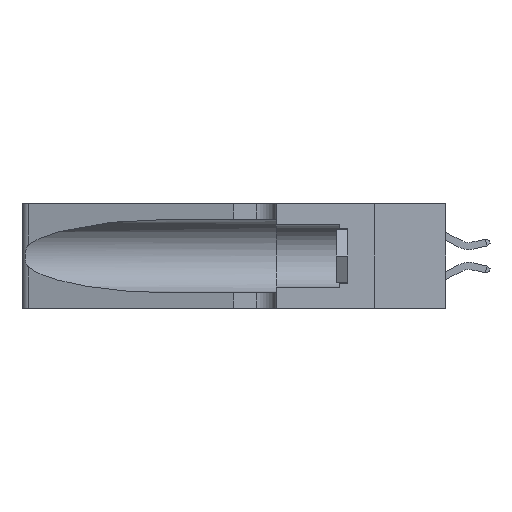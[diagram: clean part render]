
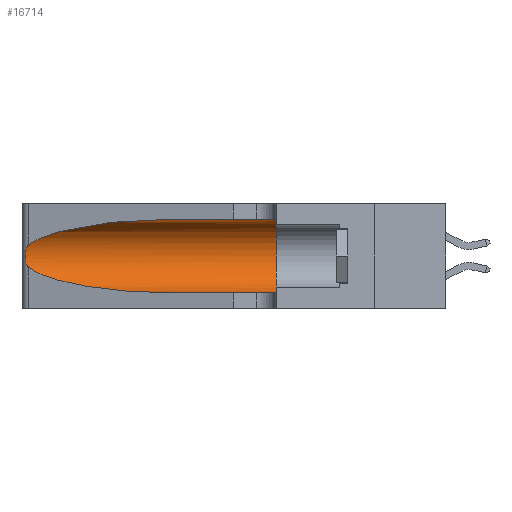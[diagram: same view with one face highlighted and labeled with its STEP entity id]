
A CAD part, left-side view. The second image highlights one B-rep face of the part: STEP entity #16714.
In plain terms, the highlighted cylindrical face has radius 3.308 mm (diameter 6.617 mm), a partial arc.
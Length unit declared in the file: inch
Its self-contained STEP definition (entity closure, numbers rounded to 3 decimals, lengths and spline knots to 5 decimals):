
#616 = CYLINDRICAL_SURFACE ( 'NONE', #12615, 0.13025 ) ;
#894 = DIRECTION ( 'NONE',  ( 0., 1., 0. ) ) ;
#1869 = CARTESIAN_POINT ( 'NONE',  ( 0.25555, 1.22993, 0.14849 ) ) ;
#2121 = ORIENTED_EDGE ( 'NONE', *, *, #6186, .F. ) ;
#2278 = DIRECTION ( 'NONE',  ( 0., -1., 0. ) ) ;
#2359 = DIRECTION ( 'NONE',  ( 0., 0., -1. ) ) ;
#3055 = CARTESIAN_POINT ( 'NONE',  ( 0.25487, 1.22718, 0.22369 ) ) ;
#3308 = ORIENTED_EDGE ( 'NONE', *, *, #10039, .T. ) ;
#4418 = VERTEX_POINT ( 'NONE', #28317 ) ;
#4572 = B_SPLINE_CURVE_WITH_KNOTS ( 'NONE', 3,
 ( #29954, #8255, #6403, #11081, #25373, #25563, #27960, #13707, #18484, #15906, #18300, #18391, #1869, #6705 ),
 .UNSPECIFIED., .F., .F.,
 ( 4, 2, 2, 2, 2, 2, 4 ),
 ( 0., 0.00027, 0.00053, 0.00107, 0.0016, 0.00187, 0.00214 ),
 .UNSPECIFIED. ) ;
#5535 = LINE ( 'NONE', #12249, #21455 ) ;
#6186 = EDGE_CURVE ( 'NONE', #18166, #23165, #5535, .T. ) ;
#6403 = CARTESIAN_POINT ( 'NONE',  ( 0.25639, 1.23184, 0.21858 ) ) ;
#6705 = CARTESIAN_POINT ( 'NONE',  ( 0.25487, 1.22718, 0.14631 ) ) ;
#7019 = CARTESIAN_POINT ( 'NONE',  ( 0.25487, 1.22718, 0.14631 ) ) ;
#7353 = ORIENTED_EDGE ( 'NONE', *, *, #29163, .T. ) ;
#7546 = EDGE_CURVE ( 'NONE', #8141, #17946, #13331, .T. ) ;
#7860 = EDGE_CURVE ( 'NONE', #23165, #19241, #24762, .T. ) ;
#7878 = CARTESIAN_POINT ( 'NONE',  ( 0.18966, 0.96281, 0.31525 ) ) ;
#8141 = VERTEX_POINT ( 'NONE', #20337 ) ;
#8255 = CARTESIAN_POINT ( 'NONE',  ( 0.25555, 1.22994, 0.2215 ) ) ;
#8686 = CARTESIAN_POINT ( 'NONE',  ( 0.1305, 0.35, 0.31525 ) ) ;
#9172 = CARTESIAN_POINT ( 'NONE',  ( 0.18966, 0.96281, 0.05475 ) ) ;
#10039 = EDGE_CURVE ( 'NONE', #18166, #4418, #12402, .T. ) ;
#10162 = CARTESIAN_POINT ( 'NONE',  ( 0.1305, 0.72297, 0.31525 ) ) ;
#10504 = CARTESIAN_POINT ( 'NONE',  ( 0.1305, 0.35, 0.185 ) ) ;
#11081 = CARTESIAN_POINT ( 'NONE',  ( 0.25787, 1.23484, 0.2124 ) ) ;
#12249 = CARTESIAN_POINT ( 'NONE',  ( 0.1305, 1.61858, 0.31525 ) ) ;
#12402 =( BOUNDED_CURVE ( )  B_SPLINE_CURVE ( 3, ( #10162, #7878, #17289, #3055 ),
 .UNSPECIFIED., .F., .T. ) 
 B_SPLINE_CURVE_WITH_KNOTS ( ( 4, 4 ),
 ( 1.5708, 2.84003 ),
 .UNSPECIFIED. ) 
 CURVE ( )  GEOMETRIC_REPRESENTATION_ITEM ( )  RATIONAL_B_SPLINE_CURVE ( ( 1., 0.87, 0.87, 1. ) ) 
 REPRESENTATION_ITEM ( '' )  );
#12615 = AXIS2_PLACEMENT_3D ( 'NONE', #25063, #13984, #2359 ) ;
#12980 = DIRECTION ( 'NONE',  ( 0., 0., 1. ) ) ;
#13331 =( BOUNDED_CURVE ( )  B_SPLINE_CURVE ( 3, ( #7019, #20990, #9172, #14653 ),
 .UNSPECIFIED., .F., .F. ) 
 B_SPLINE_CURVE_WITH_KNOTS ( ( 4, 4 ),
 ( 3.44316, 4.71239 ),
 .UNSPECIFIED. ) 
 CURVE ( )  GEOMETRIC_REPRESENTATION_ITEM ( )  RATIONAL_B_SPLINE_CURVE ( ( 1., 0.87, 0.87, 1. ) ) 
 REPRESENTATION_ITEM ( '' )  );
#13707 = CARTESIAN_POINT ( 'NONE',  ( 0.26075, 1.23896, 0.178 ) ) ;
#13984 = DIRECTION ( 'NONE',  ( 0., -1., 0. ) ) ;
#14653 = CARTESIAN_POINT ( 'NONE',  ( 0.1305, 0.72297, 0.05475 ) ) ;
#15906 = CARTESIAN_POINT ( 'NONE',  ( 0.25856, 1.23593, 0.16098 ) ) ;
#16714 = ADVANCED_FACE ( 'NONE', ( #27005 ), #616, .F. ) ;
#17289 = CARTESIAN_POINT ( 'NONE',  ( 0.2373, 1.15595, 0.28018 ) ) ;
#17946 = VERTEX_POINT ( 'NONE', #30713 ) ;
#17972 = ORIENTED_EDGE ( 'NONE', *, *, #7546, .T. ) ;
#18166 = VERTEX_POINT ( 'NONE', #26833 ) ;
#18300 = CARTESIAN_POINT ( 'NONE',  ( 0.25789, 1.23486, 0.15765 ) ) ;
#18328 = EDGE_LOOP ( 'NONE', ( #3308, #7353, #17972, #18411, #24858, #2121 ) ) ;
#18391 = CARTESIAN_POINT ( 'NONE',  ( 0.25639, 1.23186, 0.15144 ) ) ;
#18411 = ORIENTED_EDGE ( 'NONE', *, *, #22325, .T. ) ;
#18484 = CARTESIAN_POINT ( 'NONE',  ( 0.26017, 1.23833, 0.17102 ) ) ;
#19241 = VERTEX_POINT ( 'NONE', #21418 ) ;
#20337 = CARTESIAN_POINT ( 'NONE',  ( 0.25487, 1.22718, 0.14631 ) ) ;
#20990 = CARTESIAN_POINT ( 'NONE',  ( 0.2373, 1.15595, 0.08982 ) ) ;
#21164 = AXIS2_PLACEMENT_3D ( 'NONE', #10504, #894, #12980 ) ;
#21418 = CARTESIAN_POINT ( 'NONE',  ( 0.1305, 0.35, 0.05475 ) ) ;
#21455 = VECTOR ( 'NONE', #28848, 39.37008 ) ;
#22200 = VECTOR ( 'NONE', #2278, 39.37008 ) ;
#22325 = EDGE_CURVE ( 'NONE', #17946, #19241, #24460, .T. ) ;
#23165 = VERTEX_POINT ( 'NONE', #8686 ) ;
#23587 = CARTESIAN_POINT ( 'NONE',  ( 0.1305, 1.61858, 0.05475 ) ) ;
#24460 = LINE ( 'NONE', #23587, #22200 ) ;
#24762 = CIRCLE ( 'NONE', #21164, 0.13025 ) ;
#24858 = ORIENTED_EDGE ( 'NONE', *, *, #7860, .F. ) ;
#25063 = CARTESIAN_POINT ( 'NONE',  ( 0.1305, 1.61858, 0.185 ) ) ;
#25373 = CARTESIAN_POINT ( 'NONE',  ( 0.25854, 1.2359, 0.20912 ) ) ;
#25563 = CARTESIAN_POINT ( 'NONE',  ( 0.26018, 1.23835, 0.19895 ) ) ;
#26833 = CARTESIAN_POINT ( 'NONE',  ( 0.1305, 0.72297, 0.31525 ) ) ;
#27005 = FACE_OUTER_BOUND ( 'NONE', #18328, .T. ) ;
#27960 = CARTESIAN_POINT ( 'NONE',  ( 0.26075, 1.23896, 0.19203 ) ) ;
#28317 = CARTESIAN_POINT ( 'NONE',  ( 0.25487, 1.22718, 0.22369 ) ) ;
#28848 = DIRECTION ( 'NONE',  ( 0., -1., 0. ) ) ;
#29163 = EDGE_CURVE ( 'NONE', #4418, #8141, #4572, .T. ) ;
#29954 = CARTESIAN_POINT ( 'NONE',  ( 0.25487, 1.22718, 0.22369 ) ) ;
#30713 = CARTESIAN_POINT ( 'NONE',  ( 0.1305, 0.72297, 0.05475 ) ) ;
